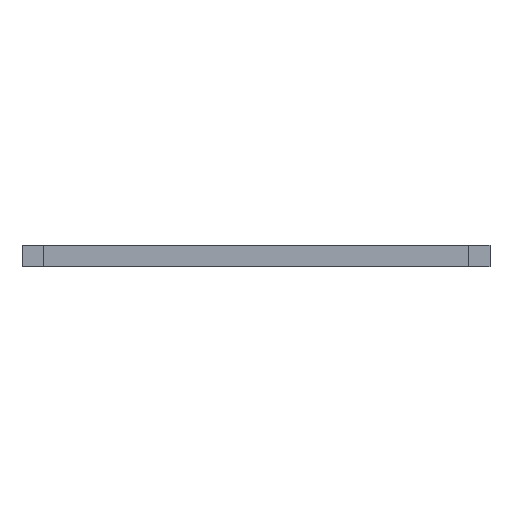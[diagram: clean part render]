
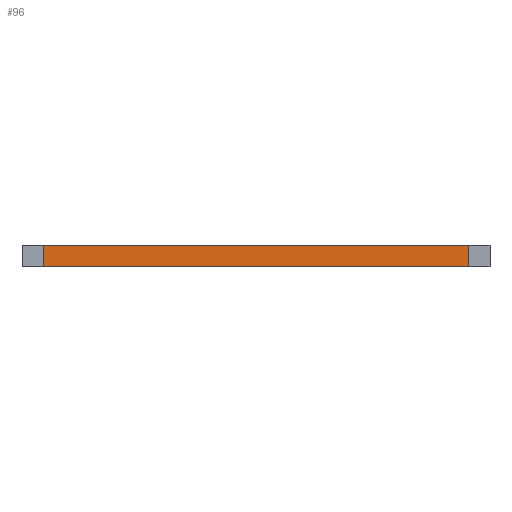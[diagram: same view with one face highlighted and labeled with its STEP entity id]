
A CAD part, front view. The second image highlights one B-rep face of the part: STEP entity #96.
In plain terms, the highlighted planar face has unit normal (0, -1, 0).
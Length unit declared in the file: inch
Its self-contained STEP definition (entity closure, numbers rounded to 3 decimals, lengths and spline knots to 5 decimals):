
#10 = CARTESIAN_POINT ( 'NONE',  ( 0., 0.1, 0.25 ) ) ;
#96 = ADVANCED_FACE ( 'NONE', ( #525 ), #420, .T. ) ;
#105 = ORIENTED_EDGE ( 'NONE', *, *, #1087, .T. ) ;
#115 = CARTESIAN_POINT ( 'NONE',  ( -5., 0.1, 0. ) ) ;
#125 = DIRECTION ( 'NONE',  ( -1., 0., 0. ) ) ;
#130 = ORIENTED_EDGE ( 'NONE', *, *, #628, .T. ) ;
#188 = CARTESIAN_POINT ( 'NONE',  ( -5., 0.1, 0.25 ) ) ;
#200 = DIRECTION ( 'NONE',  ( 0., 0., 1. ) ) ;
#225 = EDGE_LOOP ( 'NONE', ( #105, #130, #252, #1030 ) ) ;
#252 = ORIENTED_EDGE ( 'NONE', *, *, #1182, .T. ) ;
#351 = CARTESIAN_POINT ( 'NONE',  ( -5., 0.1, 0. ) ) ;
#420 = PLANE ( 'NONE',  #1241 ) ;
#479 = CARTESIAN_POINT ( 'NONE',  ( 0., 0.1, 0. ) ) ;
#489 = EDGE_CURVE ( 'NONE', #549, #730, #936, .T. ) ;
#517 = CARTESIAN_POINT ( 'NONE',  ( 0., 0.1, 0. ) ) ;
#525 = FACE_OUTER_BOUND ( 'NONE', #225, .T. ) ;
#549 = VERTEX_POINT ( 'NONE', #115 ) ;
#604 = VECTOR ( 'NONE', #1024, 39.37008 ) ;
#628 = EDGE_CURVE ( 'NONE', #1073, #704, #1180, .T. ) ;
#693 = CARTESIAN_POINT ( 'NONE',  ( -5., 0.1, 0.25 ) ) ;
#704 = VERTEX_POINT ( 'NONE', #693 ) ;
#721 = DIRECTION ( 'NONE',  ( 0., -1., 0. ) ) ;
#730 = VERTEX_POINT ( 'NONE', #517 ) ;
#875 = CARTESIAN_POINT ( 'NONE',  ( 0., 0.1, 0.25 ) ) ;
#918 = VECTOR ( 'NONE', #200, 39.37008 ) ;
#936 = LINE ( 'NONE', #351, #604 ) ;
#955 = DIRECTION ( 'NONE',  ( 0., 0., -1. ) ) ;
#978 = VECTOR ( 'NONE', #125, 39.37008 ) ;
#1011 = DIRECTION ( 'NONE',  ( 1., 0., 0. ) ) ;
#1024 = DIRECTION ( 'NONE',  ( 1., 0., 0. ) ) ;
#1030 = ORIENTED_EDGE ( 'NONE', *, *, #489, .T. ) ;
#1052 = LINE ( 'NONE', #188, #1099 ) ;
#1073 = VERTEX_POINT ( 'NONE', #875 ) ;
#1087 = EDGE_CURVE ( 'NONE', #730, #1073, #1160, .T. ) ;
#1099 = VECTOR ( 'NONE', #955, 39.37008 ) ;
#1160 = LINE ( 'NONE', #479, #918 ) ;
#1180 = LINE ( 'NONE', #10, #978 ) ;
#1182 = EDGE_CURVE ( 'NONE', #704, #549, #1052, .T. ) ;
#1204 = CARTESIAN_POINT ( 'NONE',  ( 0., 0.1, 0. ) ) ;
#1241 = AXIS2_PLACEMENT_3D ( 'NONE', #1204, #721, #1011 ) ;
